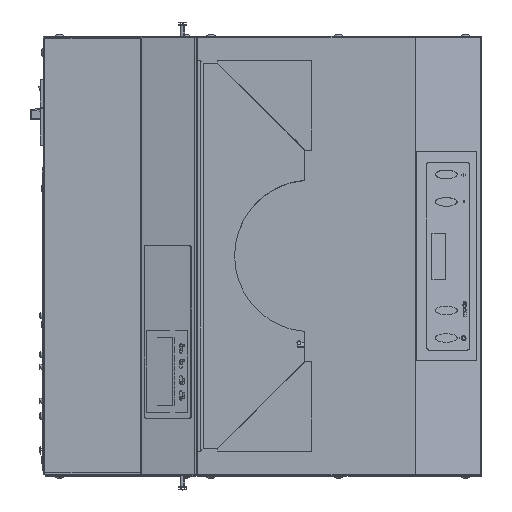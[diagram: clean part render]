
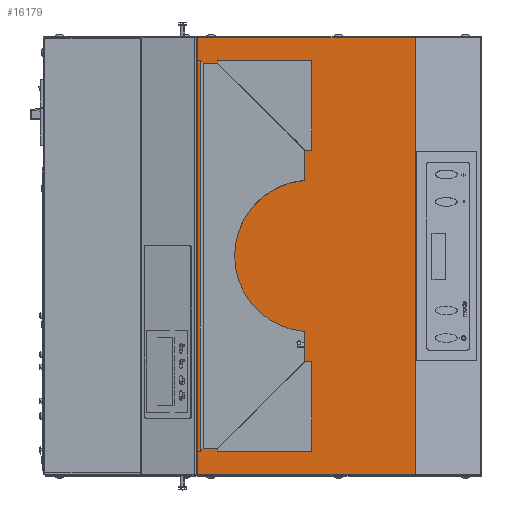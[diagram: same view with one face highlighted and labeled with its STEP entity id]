
A CAD part, top view. The second image highlights one B-rep face of the part: STEP entity #16179.
In plain terms, the highlighted planar face has unit normal (0, 0, 1).
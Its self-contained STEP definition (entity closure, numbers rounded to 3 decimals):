
#4399 = EDGE_CURVE ( 'NONE', #52529, #23595, #70822, .T. ) ;
#7801 = ORIENTED_EDGE ( 'NONE', *, *, #33989, .T. ) ;
#9757 = ORIENTED_EDGE ( 'NONE', *, *, #4399, .T. ) ;
#12356 = CARTESIAN_POINT ( 'NONE',  ( 4.634, -3.202, 3.642 ) ) ;
#16179 = ADVANCED_FACE ( 'NONE', ( #30534 ), #65092, .F. ) ;
#16578 = VECTOR ( 'NONE', #36584, 39.37 ) ;
#16696 = EDGE_CURVE ( 'NONE', #37283, #52529, #65922, .T. ) ;
#17733 = EDGE_LOOP ( 'NONE', ( #9757, #7801, #57007, #75298 ) ) ;
#18817 = VERTEX_POINT ( 'NONE', #34452 ) ;
#23175 = CARTESIAN_POINT ( 'NONE',  ( 4.634, -3.192, 3.642 ) ) ;
#23244 = CARTESIAN_POINT ( 'NONE',  ( 12.162, -3.202, 3.642 ) ) ;
#23595 = VERTEX_POINT ( 'NONE', #12356 ) ;
#27596 = EDGE_CURVE ( 'NONE', #18817, #37283, #67069, .T. ) ;
#30534 = FACE_OUTER_BOUND ( 'NONE', #17733, .T. ) ;
#31584 = VECTOR ( 'NONE', #81775, 39.37 ) ;
#33989 = EDGE_CURVE ( 'NONE', #23595, #18817, #38494, .T. ) ;
#34452 = CARTESIAN_POINT ( 'NONE',  ( 4.634, -18.301, 3.642 ) ) ;
#36584 = DIRECTION ( 'NONE',  ( 0., -1., 0. ) ) ;
#37283 = VERTEX_POINT ( 'NONE', #61181 ) ;
#38494 = LINE ( 'NONE', #23175, #16578 ) ;
#38561 = DIRECTION ( 'NONE',  ( 0., 0., -1. ) ) ;
#41076 = AXIS2_PLACEMENT_3D ( 'NONE', #71794, #38561, #85194 ) ;
#46056 = VECTOR ( 'NONE', #81103, 39.37 ) ;
#47867 = CARTESIAN_POINT ( 'NONE',  ( 12.162, -18.311, 3.642 ) ) ;
#52529 = VERTEX_POINT ( 'NONE', #62629 ) ;
#57007 = ORIENTED_EDGE ( 'NONE', *, *, #27596, .T. ) ;
#61181 = CARTESIAN_POINT ( 'NONE',  ( 12.162, -18.301, 3.642 ) ) ;
#62629 = CARTESIAN_POINT ( 'NONE',  ( 12.162, -3.202, 3.642 ) ) ;
#65092 = PLANE ( 'NONE',  #41076 ) ;
#65922 = LINE ( 'NONE', #47867, #46056 ) ;
#67069 = LINE ( 'NONE', #68433, #31584 ) ;
#68433 = CARTESIAN_POINT ( 'NONE',  ( 4.634, -18.301, 3.642 ) ) ;
#69902 = DIRECTION ( 'NONE',  ( -1., 0., 0. ) ) ;
#70822 = LINE ( 'NONE', #23244, #86455 ) ;
#71794 = CARTESIAN_POINT ( 'NONE',  ( 4.624, -3.192, 3.642 ) ) ;
#75298 = ORIENTED_EDGE ( 'NONE', *, *, #16696, .T. ) ;
#81103 = DIRECTION ( 'NONE',  ( 0., 1., 0. ) ) ;
#81775 = DIRECTION ( 'NONE',  ( 1., 0., 0. ) ) ;
#85194 = DIRECTION ( 'NONE',  ( -1., 0., 0. ) ) ;
#86455 = VECTOR ( 'NONE', #69902, 39.37 ) ;
